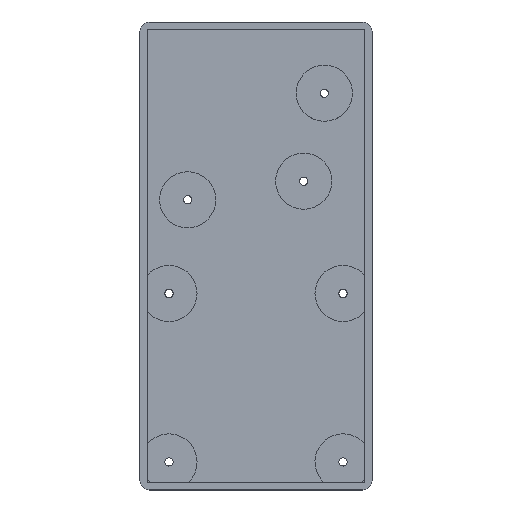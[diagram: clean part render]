
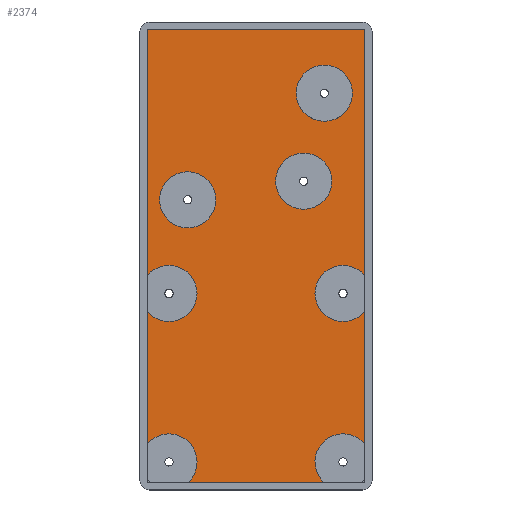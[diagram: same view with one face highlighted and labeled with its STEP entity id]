
A CAD part, top view. The second image highlights one B-rep face of the part: STEP entity #2374.
In plain terms, the highlighted planar face has unit normal (0, 0, 1).
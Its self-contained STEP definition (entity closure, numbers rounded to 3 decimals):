
#1915 = EDGE_CURVE('',#1916,#1918,#1920,.T.);
#1916 = VERTEX_POINT('',#1917);
#1917 = CARTESIAN_POINT('',(-29.,60.5,0.));
#1918 = VERTEX_POINT('',#1919);
#1919 = CARTESIAN_POINT('',(-29.,-5.185,0.));
#1920 = LINE('',#1921,#1922);
#1921 = CARTESIAN_POINT('',(-29.,60.5,0.));
#1922 = VECTOR('',#1923,1.);
#1923 = DIRECTION('',(0.,-1.,0.));
#1965 = VERTEX_POINT('',#1966);
#1966 = CARTESIAN_POINT('',(-29.,-50.185,0.));
#1972 = EDGE_CURVE('',#1973,#1965,#1975,.T.);
#1973 = VERTEX_POINT('',#1974);
#1974 = CARTESIAN_POINT('',(-29.,-14.815,0.));
#1975 = LINE('',#1976,#1977);
#1976 = CARTESIAN_POINT('',(-29.,60.5,0.));
#1977 = VECTOR('',#1978,1.);
#1978 = DIRECTION('',(0.,-1.,0.));
#2053 = VERTEX_POINT('',#2054);
#2054 = CARTESIAN_POINT('',(18.151,-60.5,0.));
#2060 = EDGE_CURVE('',#2061,#2053,#2063,.T.);
#2061 = VERTEX_POINT('',#2062);
#2062 = CARTESIAN_POINT('',(-18.151,-60.5,0.));
#2063 = LINE('',#2064,#2065);
#2064 = CARTESIAN_POINT('',(-29.,-60.5,0.));
#2065 = VECTOR('',#2066,1.);
#2066 = DIRECTION('',(1.,0.,0.));
#2109 = VERTEX_POINT('',#2110);
#2110 = CARTESIAN_POINT('',(29.,60.5,0.));
#2116 = EDGE_CURVE('',#2117,#2109,#2119,.T.);
#2117 = VERTEX_POINT('',#2118);
#2118 = CARTESIAN_POINT('',(29.,-5.185,0.));
#2119 = LINE('',#2120,#2121);
#2120 = CARTESIAN_POINT('',(29.,-60.5,0.));
#2121 = VECTOR('',#2122,1.);
#2122 = DIRECTION('',(0.,1.,0.));
#2141 = VERTEX_POINT('',#2142);
#2142 = CARTESIAN_POINT('',(29.,-14.815,0.));
#2148 = EDGE_CURVE('',#2149,#2141,#2151,.T.);
#2149 = VERTEX_POINT('',#2150);
#2150 = CARTESIAN_POINT('',(29.,-50.185,0.));
#2151 = LINE('',#2152,#2153);
#2152 = CARTESIAN_POINT('',(29.,-60.5,0.));
#2153 = VECTOR('',#2154,1.);
#2154 = DIRECTION('',(0.,1.,0.));
#2189 = EDGE_CURVE('',#2109,#1916,#2190,.T.);
#2190 = LINE('',#2191,#2192);
#2191 = CARTESIAN_POINT('',(29.,60.5,0.));
#2192 = VECTOR('',#2193,1.);
#2193 = DIRECTION('',(-1.,0.,0.));
#2374 = ADVANCED_FACE('',(#2375,#2429,#2440,#2451),#2462,.T.);
#2375 = FACE_BOUND('',#2376,.T.);
#2376 = EDGE_LOOP('',(#2377,#2378,#2379,#2380,#2389,#2396,#2397,#2406,
    #2413,#2414,#2421,#2422));
#2377 = ORIENTED_EDGE('',*,*,#2116,.T.);
#2378 = ORIENTED_EDGE('',*,*,#2189,.T.);
#2379 = ORIENTED_EDGE('',*,*,#1915,.T.);
#2380 = ORIENTED_EDGE('',*,*,#2381,.F.);
#2381 = EDGE_CURVE('',#2382,#1918,#2384,.T.);
#2382 = VERTEX_POINT('',#2383);
#2383 = CARTESIAN_POINT('',(-15.75,-10.,0.));
#2384 = CIRCLE('',#2385,7.5);
#2385 = AXIS2_PLACEMENT_3D('',#2386,#2387,#2388);
#2386 = CARTESIAN_POINT('',(-23.25,-10.,0.));
#2387 = DIRECTION('',(0.,0.,1.));
#2388 = DIRECTION('',(1.,0.,0.));
#2389 = ORIENTED_EDGE('',*,*,#2390,.F.);
#2390 = EDGE_CURVE('',#1973,#2382,#2391,.T.);
#2391 = CIRCLE('',#2392,7.5);
#2392 = AXIS2_PLACEMENT_3D('',#2393,#2394,#2395);
#2393 = CARTESIAN_POINT('',(-23.25,-10.,0.));
#2394 = DIRECTION('',(0.,0.,1.));
#2395 = DIRECTION('',(1.,0.,0.));
#2396 = ORIENTED_EDGE('',*,*,#1972,.T.);
#2397 = ORIENTED_EDGE('',*,*,#2398,.F.);
#2398 = EDGE_CURVE('',#2399,#1965,#2401,.T.);
#2399 = VERTEX_POINT('',#2400);
#2400 = CARTESIAN_POINT('',(-15.75,-55.,0.));
#2401 = CIRCLE('',#2402,7.5);
#2402 = AXIS2_PLACEMENT_3D('',#2403,#2404,#2405);
#2403 = CARTESIAN_POINT('',(-23.25,-55.,0.));
#2404 = DIRECTION('',(0.,0.,1.));
#2405 = DIRECTION('',(1.,0.,0.));
#2406 = ORIENTED_EDGE('',*,*,#2407,.F.);
#2407 = EDGE_CURVE('',#2061,#2399,#2408,.T.);
#2408 = CIRCLE('',#2409,7.5);
#2409 = AXIS2_PLACEMENT_3D('',#2410,#2411,#2412);
#2410 = CARTESIAN_POINT('',(-23.25,-55.,0.));
#2411 = DIRECTION('',(0.,0.,1.));
#2412 = DIRECTION('',(1.,0.,0.));
#2413 = ORIENTED_EDGE('',*,*,#2060,.T.);
#2414 = ORIENTED_EDGE('',*,*,#2415,.F.);
#2415 = EDGE_CURVE('',#2149,#2053,#2416,.T.);
#2416 = CIRCLE('',#2417,7.5);
#2417 = AXIS2_PLACEMENT_3D('',#2418,#2419,#2420);
#2418 = CARTESIAN_POINT('',(23.25,-55.,0.));
#2419 = DIRECTION('',(0.,0.,1.));
#2420 = DIRECTION('',(1.,0.,0.));
#2421 = ORIENTED_EDGE('',*,*,#2148,.T.);
#2422 = ORIENTED_EDGE('',*,*,#2423,.F.);
#2423 = EDGE_CURVE('',#2117,#2141,#2424,.T.);
#2424 = CIRCLE('',#2425,7.5);
#2425 = AXIS2_PLACEMENT_3D('',#2426,#2427,#2428);
#2426 = CARTESIAN_POINT('',(23.25,-10.,0.));
#2427 = DIRECTION('',(0.,0.,1.));
#2428 = DIRECTION('',(1.,0.,0.));
#2429 = FACE_BOUND('',#2430,.T.);
#2430 = EDGE_LOOP('',(#2431));
#2431 = ORIENTED_EDGE('',*,*,#2432,.F.);
#2432 = EDGE_CURVE('',#2433,#2433,#2435,.T.);
#2433 = VERTEX_POINT('',#2434);
#2434 = CARTESIAN_POINT('',(-10.75,15.,0.));
#2435 = CIRCLE('',#2436,7.5);
#2436 = AXIS2_PLACEMENT_3D('',#2437,#2438,#2439);
#2437 = CARTESIAN_POINT('',(-18.25,15.,0.));
#2438 = DIRECTION('',(0.,0.,1.));
#2439 = DIRECTION('',(1.,0.,0.));
#2440 = FACE_BOUND('',#2441,.T.);
#2441 = EDGE_LOOP('',(#2442));
#2442 = ORIENTED_EDGE('',*,*,#2443,.F.);
#2443 = EDGE_CURVE('',#2444,#2444,#2446,.T.);
#2444 = VERTEX_POINT('',#2445);
#2445 = CARTESIAN_POINT('',(20.25,20.,0.));
#2446 = CIRCLE('',#2447,7.5);
#2447 = AXIS2_PLACEMENT_3D('',#2448,#2449,#2450);
#2448 = CARTESIAN_POINT('',(12.75,20.,0.));
#2449 = DIRECTION('',(0.,0.,1.));
#2450 = DIRECTION('',(1.,0.,0.));
#2451 = FACE_BOUND('',#2452,.T.);
#2452 = EDGE_LOOP('',(#2453));
#2453 = ORIENTED_EDGE('',*,*,#2454,.F.);
#2454 = EDGE_CURVE('',#2455,#2455,#2457,.T.);
#2455 = VERTEX_POINT('',#2456);
#2456 = CARTESIAN_POINT('',(25.75,43.503,0.));
#2457 = CIRCLE('',#2458,7.5);
#2458 = AXIS2_PLACEMENT_3D('',#2459,#2460,#2461);
#2459 = CARTESIAN_POINT('',(18.25,43.503,0.));
#2460 = DIRECTION('',(0.,0.,1.));
#2461 = DIRECTION('',(1.,0.,0.));
#2462 = PLANE('',#2463);
#2463 = AXIS2_PLACEMENT_3D('',#2464,#2465,#2466);
#2464 = CARTESIAN_POINT('',(0.,0.,0.));
#2465 = DIRECTION('',(0.,0.,1.));
#2466 = DIRECTION('',(1.,0.,0.));
